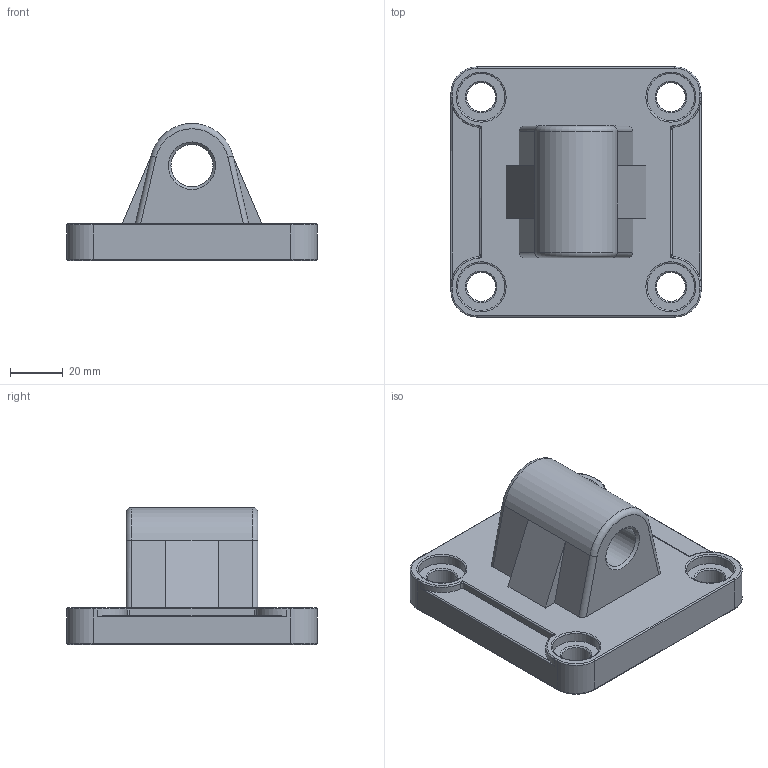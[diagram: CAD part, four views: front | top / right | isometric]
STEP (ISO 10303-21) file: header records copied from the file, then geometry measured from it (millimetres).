
FILE_DESCRIPTION(/* description */ (''),/* implementation_level */ '2;1');
FILE_NAME(/* name */ 'CAD_9184.stp',/* time_stamp */ '2017-10-27T11:37:03+02:00',/* author */ ('Hypex'),/* organization */ ('Hypex'),/* preprocessor_version */ 'ST-DEVELOPER v16.1',/* originating_system */ 'Autodesk Inventor 2016',/* authorisation */ '');
FILE_SCHEMA (('AUTOMOTIVE_DESIGN { 1 0 10303 214 3 1 1 }'));
Length unit declared in the file: millimetre
Products named in the file (1): CAD_9184
Bounding box: 95 x 95 x 52 mm (x, y, z)
Volume: 159746.3 mm3; surface area: 31975 mm2
Topology: 1 solids, 1 shells, 101 faces, 228 edges, 131 vertices
Faces by surface type: cylinder 41, plane 27, torus 18, cone 11, bspline 4
Full cylindrical faces by diameter (mm): 11 x4, 16 x1, 18 x4, 45 x1
Entity records: 2960 total; most frequent: CARTESIAN_POINT 748, DIRECTION 486, ORIENTED_EDGE 398, AXIS2_PLACEMENT_3D 201, EDGE_CURVE 199, EDGE_LOOP 142, VERTEX_POINT 131, FACE_OUTER_BOUND 101
